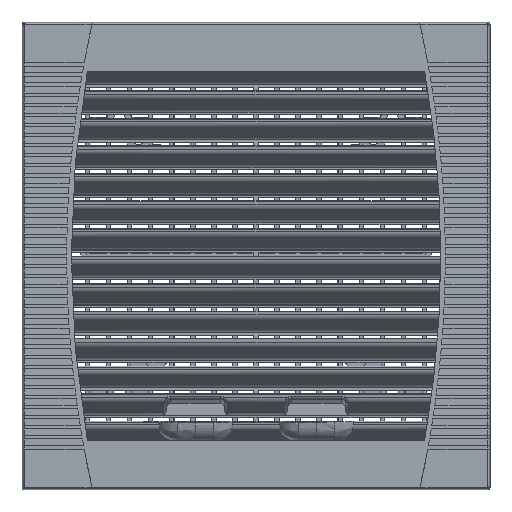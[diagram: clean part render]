
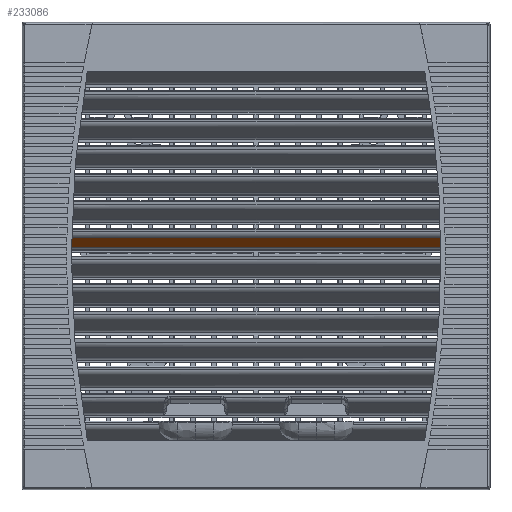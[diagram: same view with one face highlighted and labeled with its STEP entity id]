
A CAD part, top view. The second image highlights one B-rep face of the part: STEP entity #233086.
In plain terms, the highlighted planar face has unit normal (0, -0.796, 0.605).
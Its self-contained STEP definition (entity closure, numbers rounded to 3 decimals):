
#147938 = CYLINDRICAL_SURFACE('',#147939,477.767);
#147939 = AXIS2_PLACEMENT_3D('',#147940,#147941,#147942);
#147940 = CARTESIAN_POINT('',(-395.267,0.,14.5));
#147941 = DIRECTION('',(0.,0.,-1.));
#147942 = DIRECTION('',(1.,0.,0.));
#148858 = CYLINDRICAL_SURFACE('',#148859,477.767);
#148859 = AXIS2_PLACEMENT_3D('',#148860,#148861,#148862);
#148860 = CARTESIAN_POINT('',(395.267,0.,14.5));
#148861 = DIRECTION('',(0.,0.,-1.));
#148862 = DIRECTION('',(1.,0.,0.));
#149161 = VERTEX_POINT('',#149162);
#149162 = CARTESIAN_POINT('',(82.484,3.9,
    6.732));
#149199 = CYLINDRICAL_SURFACE('',#149200,2.963);
#149200 = AXIS2_PLACEMENT_3D('',#149201,#149202,#149203);
#149201 = CARTESIAN_POINT('',(95.5,1.541,8.524));
#149202 = DIRECTION('',(-1.,0.,0.));
#149203 = DIRECTION('',(0.,1.,0.));
#149233 = EDGE_CURVE('',#149234,#149161,#149236,.T.);
#149234 = VERTEX_POINT('',#149235);
#149235 = CARTESIAN_POINT('',(82.426,8.393,
    12.648));
#149236 = SURFACE_CURVE('',#149237,(#149242,#149271),.PCURVE_S1.);
#149237 = B_SPLINE_CURVE_WITH_KNOTS('',3,(#149238,#149239,#149240,
    #149241),.UNSPECIFIED.,.F.,.F.,(4,4),(0.,1.),
  .PIECEWISE_BEZIER_KNOTS.);
#149238 = CARTESIAN_POINT('',(82.426,8.393,
    12.648));
#149239 = CARTESIAN_POINT('',(82.453,6.895,
    10.676));
#149240 = CARTESIAN_POINT('',(82.472,5.398,
    8.704));
#149241 = CARTESIAN_POINT('',(82.484,3.9,
    6.732));
#149242 = PCURVE('',#147938,#149243);
#149243 = DEFINITIONAL_REPRESENTATION('',(#149244),#149270);
#149244 = B_SPLINE_CURVE_WITH_KNOTS('',3,(#149245,#149246,#149247,
    #149248,#149249,#149250,#149251,#149252,#149253,#149254,#149255,
    #149256,#149257,#149258,#149259,#149260,#149261,#149262,#149263,
    #149264,#149265,#149266,#149267,#149268,#149269),.UNSPECIFIED.,.F.,
  .F.,(4,1,1,1,1,1,1,1,1,1,1,1,1,1,1,1,1,1,1,1,1,1,4),(0.,
    0.045,0.091,0.136,0.182,
    0.227,0.273,0.318,0.364,
    0.409,0.455,0.5,0.545,0.591,
    0.636,0.682,0.727,0.773,
    0.818,0.864,0.909,0.955,1.),
  .QUASI_UNIFORM_KNOTS.);
#149245 = CARTESIAN_POINT('',(6.266,1.852));
#149246 = CARTESIAN_POINT('',(6.266,1.942));
#149247 = CARTESIAN_POINT('',(6.266,2.121));
#149248 = CARTESIAN_POINT('',(6.266,2.39));
#149249 = CARTESIAN_POINT('',(6.267,2.659));
#149250 = CARTESIAN_POINT('',(6.267,2.927));
#149251 = CARTESIAN_POINT('',(6.268,3.196));
#149252 = CARTESIAN_POINT('',(6.268,3.465));
#149253 = CARTESIAN_POINT('',(6.269,3.734));
#149254 = CARTESIAN_POINT('',(6.269,4.003));
#149255 = CARTESIAN_POINT('',(6.269,4.272));
#149256 = CARTESIAN_POINT('',(6.27,4.541));
#149257 = CARTESIAN_POINT('',(6.27,4.81));
#149258 = CARTESIAN_POINT('',(6.271,5.079));
#149259 = CARTESIAN_POINT('',(6.271,5.347));
#149260 = CARTESIAN_POINT('',(6.272,5.616));
#149261 = CARTESIAN_POINT('',(6.272,5.885));
#149262 = CARTESIAN_POINT('',(6.272,6.154));
#149263 = CARTESIAN_POINT('',(6.273,6.423));
#149264 = CARTESIAN_POINT('',(6.273,6.692));
#149265 = CARTESIAN_POINT('',(6.274,6.961));
#149266 = CARTESIAN_POINT('',(6.274,7.23));
#149267 = CARTESIAN_POINT('',(6.275,7.499));
#149268 = CARTESIAN_POINT('',(6.275,7.678));
#149269 = CARTESIAN_POINT('',(6.275,7.768));
#149270 = ( GEOMETRIC_REPRESENTATION_CONTEXT(2) 
PARAMETRIC_REPRESENTATION_CONTEXT() REPRESENTATION_CONTEXT('2D SPACE',''
  ) );
#149271 = PCURVE('',#149272,#149277);
#149272 = PLANE('',#149273);
#149273 = AXIS2_PLACEMENT_3D('',#149274,#149275,#149276);
#149274 = CARTESIAN_POINT('',(95.5,3.9,6.732));
#149275 = DIRECTION('',(0.,-0.796,0.605));
#149276 = DIRECTION('',(-1.,0.,0.));
#149277 = DEFINITIONAL_REPRESENTATION('',(#149278),#149283);
#149278 = B_SPLINE_CURVE_WITH_KNOTS('',3,(#149279,#149280,#149281,
    #149282),.UNSPECIFIED.,.F.,.F.,(4,4),(0.,1.),
  .PIECEWISE_BEZIER_KNOTS.);
#149279 = CARTESIAN_POINT('',(13.074,-7.428));
#149280 = CARTESIAN_POINT('',(13.047,-4.952));
#149281 = CARTESIAN_POINT('',(13.028,-2.476));
#149282 = CARTESIAN_POINT('',(13.016,0.));
#149283 = ( GEOMETRIC_REPRESENTATION_CONTEXT(2) 
PARAMETRIC_REPRESENTATION_CONTEXT() REPRESENTATION_CONTEXT('2D SPACE',''
  ) );
#149326 = CYLINDRICAL_SURFACE('',#149327,3.5);
#149327 = AXIS2_PLACEMENT_3D('',#149328,#149329,#149330);
#149328 = CARTESIAN_POINT('',(95.5,11.18,10.531));
#149329 = DIRECTION('',(-1.,0.,0.));
#149330 = DIRECTION('',(0.,1.,0.));
#214792 = VERTEX_POINT('',#214793);
#214793 = CARTESIAN_POINT('',(-82.426,8.393,
    12.648));
#214838 = EDGE_CURVE('',#214839,#214792,#214841,.T.);
#214839 = VERTEX_POINT('',#214840);
#214840 = CARTESIAN_POINT('',(-82.484,3.9,
    6.732));
#214841 = SURFACE_CURVE('',#214842,(#214847,#214876),.PCURVE_S1.);
#214842 = B_SPLINE_CURVE_WITH_KNOTS('',3,(#214843,#214844,#214845,
    #214846),.UNSPECIFIED.,.F.,.F.,(4,4),(0.,1.),
  .PIECEWISE_BEZIER_KNOTS.);
#214843 = CARTESIAN_POINT('',(-82.484,3.9,
    6.732));
#214844 = CARTESIAN_POINT('',(-82.472,5.398,
    8.704));
#214845 = CARTESIAN_POINT('',(-82.453,6.895,
    10.676));
#214846 = CARTESIAN_POINT('',(-82.426,8.393,
    12.648));
#214847 = PCURVE('',#148858,#214848);
#214848 = DEFINITIONAL_REPRESENTATION('',(#214849),#214875);
#214849 = B_SPLINE_CURVE_WITH_KNOTS('',3,(#214850,#214851,#214852,
    #214853,#214854,#214855,#214856,#214857,#214858,#214859,#214860,
    #214861,#214862,#214863,#214864,#214865,#214866,#214867,#214868,
    #214869,#214870,#214871,#214872,#214873,#214874),.UNSPECIFIED.,.F.,
  .F.,(4,1,1,1,1,1,1,1,1,1,1,1,1,1,1,1,1,1,1,1,1,1,4),(0.,
    0.045,0.091,0.136,0.182,
    0.227,0.273,0.318,0.364,
    0.409,0.455,0.5,0.545,0.591,
    0.636,0.682,0.727,0.773,
    0.818,0.864,0.909,0.955,1.),
  .QUASI_UNIFORM_KNOTS.);
#214850 = CARTESIAN_POINT('',(3.15,7.768));
#214851 = CARTESIAN_POINT('',(3.15,7.678));
#214852 = CARTESIAN_POINT('',(3.15,7.499));
#214853 = CARTESIAN_POINT('',(3.151,7.23));
#214854 = CARTESIAN_POINT('',(3.151,6.961));
#214855 = CARTESIAN_POINT('',(3.151,6.692));
#214856 = CARTESIAN_POINT('',(3.152,6.423));
#214857 = CARTESIAN_POINT('',(3.152,6.154));
#214858 = CARTESIAN_POINT('',(3.153,5.885));
#214859 = CARTESIAN_POINT('',(3.153,5.616));
#214860 = CARTESIAN_POINT('',(3.154,5.347));
#214861 = CARTESIAN_POINT('',(3.154,5.079));
#214862 = CARTESIAN_POINT('',(3.154,4.81));
#214863 = CARTESIAN_POINT('',(3.155,4.541));
#214864 = CARTESIAN_POINT('',(3.155,4.272));
#214865 = CARTESIAN_POINT('',(3.156,4.003));
#214866 = CARTESIAN_POINT('',(3.156,3.734));
#214867 = CARTESIAN_POINT('',(3.157,3.465));
#214868 = CARTESIAN_POINT('',(3.157,3.196));
#214869 = CARTESIAN_POINT('',(3.157,2.927));
#214870 = CARTESIAN_POINT('',(3.158,2.659));
#214871 = CARTESIAN_POINT('',(3.158,2.39));
#214872 = CARTESIAN_POINT('',(3.159,2.121));
#214873 = CARTESIAN_POINT('',(3.159,1.942));
#214874 = CARTESIAN_POINT('',(3.159,1.852));
#214875 = ( GEOMETRIC_REPRESENTATION_CONTEXT(2) 
PARAMETRIC_REPRESENTATION_CONTEXT() REPRESENTATION_CONTEXT('2D SPACE',''
  ) );
#214876 = PCURVE('',#149272,#214877);
#214877 = DEFINITIONAL_REPRESENTATION('',(#214878),#214883);
#214878 = B_SPLINE_CURVE_WITH_KNOTS('',3,(#214879,#214880,#214881,
    #214882),.UNSPECIFIED.,.F.,.F.,(4,4),(0.,1.),
  .PIECEWISE_BEZIER_KNOTS.);
#214879 = CARTESIAN_POINT('',(177.984,0.));
#214880 = CARTESIAN_POINT('',(177.972,-2.476));
#214881 = CARTESIAN_POINT('',(177.953,-4.952));
#214882 = CARTESIAN_POINT('',(177.926,-7.428));
#214883 = ( GEOMETRIC_REPRESENTATION_CONTEXT(2) 
PARAMETRIC_REPRESENTATION_CONTEXT() REPRESENTATION_CONTEXT('2D SPACE',''
  ) );
#233065 = EDGE_CURVE('',#149234,#214792,#233066,.T.);
#233066 = SURFACE_CURVE('',#233067,(#233071,#233078),.PCURVE_S1.);
#233067 = LINE('',#233068,#233069);
#233068 = CARTESIAN_POINT('',(82.426,8.393,
    12.648));
#233069 = VECTOR('',#233070,1.);
#233070 = DIRECTION('',(-1.,0.,0.));
#233071 = PCURVE('',#149326,#233072);
#233072 = DEFINITIONAL_REPRESENTATION('',(#233073),#233077);
#233073 = LINE('',#233074,#233075);
#233074 = CARTESIAN_POINT('',(3.791,13.074));
#233075 = VECTOR('',#233076,1.);
#233076 = DIRECTION('',(0.,1.));
#233077 = ( GEOMETRIC_REPRESENTATION_CONTEXT(2) 
PARAMETRIC_REPRESENTATION_CONTEXT() REPRESENTATION_CONTEXT('2D SPACE',''
  ) );
#233078 = PCURVE('',#149272,#233079);
#233079 = DEFINITIONAL_REPRESENTATION('',(#233080),#233084);
#233080 = LINE('',#233081,#233082);
#233081 = CARTESIAN_POINT('',(13.074,-7.428));
#233082 = VECTOR('',#233083,1.);
#233083 = DIRECTION('',(1.,0.));
#233084 = ( GEOMETRIC_REPRESENTATION_CONTEXT(2) 
PARAMETRIC_REPRESENTATION_CONTEXT() REPRESENTATION_CONTEXT('2D SPACE',''
  ) );
#233086 = ADVANCED_FACE('',(#233087),#149272,.T.);
#233087 = FACE_BOUND('',#233088,.T.);
#233088 = EDGE_LOOP('',(#233089,#233090,#233091,#233112));
#233089 = ORIENTED_EDGE('',*,*,#233065,.T.);
#233090 = ORIENTED_EDGE('',*,*,#214838,.F.);
#233091 = ORIENTED_EDGE('',*,*,#233092,.T.);
#233092 = EDGE_CURVE('',#214839,#149161,#233093,.T.);
#233093 = SURFACE_CURVE('',#233094,(#233098,#233105),.PCURVE_S1.);
#233094 = LINE('',#233095,#233096);
#233095 = CARTESIAN_POINT('',(-82.484,3.9,
    6.732));
#233096 = VECTOR('',#233097,1.);
#233097 = DIRECTION('',(1.,0.,0.));
#233098 = PCURVE('',#149272,#233099);
#233099 = DEFINITIONAL_REPRESENTATION('',(#233100),#233104);
#233100 = LINE('',#233101,#233102);
#233101 = CARTESIAN_POINT('',(177.984,0.));
#233102 = VECTOR('',#233103,1.);
#233103 = DIRECTION('',(-1.,0.));
#233104 = ( GEOMETRIC_REPRESENTATION_CONTEXT(2) 
PARAMETRIC_REPRESENTATION_CONTEXT() REPRESENTATION_CONTEXT('2D SPACE',''
  ) );
#233105 = PCURVE('',#149199,#233106);
#233106 = DEFINITIONAL_REPRESENTATION('',(#233107),#233111);
#233107 = LINE('',#233108,#233109);
#233108 = CARTESIAN_POINT('',(0.65,177.984));
#233109 = VECTOR('',#233110,1.);
#233110 = DIRECTION('',(0.,-1.));
#233111 = ( GEOMETRIC_REPRESENTATION_CONTEXT(2) 
PARAMETRIC_REPRESENTATION_CONTEXT() REPRESENTATION_CONTEXT('2D SPACE',''
  ) );
#233112 = ORIENTED_EDGE('',*,*,#149233,.F.);
